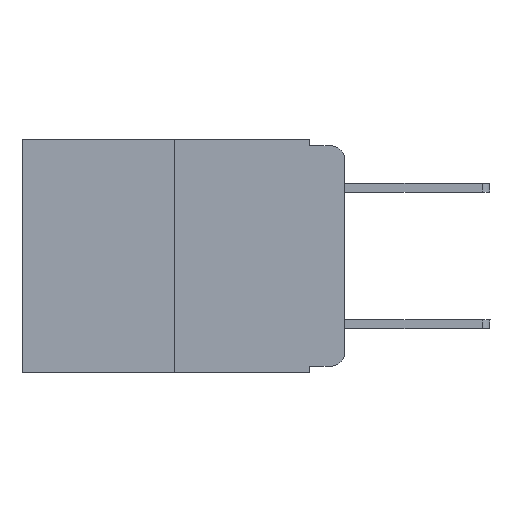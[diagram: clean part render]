
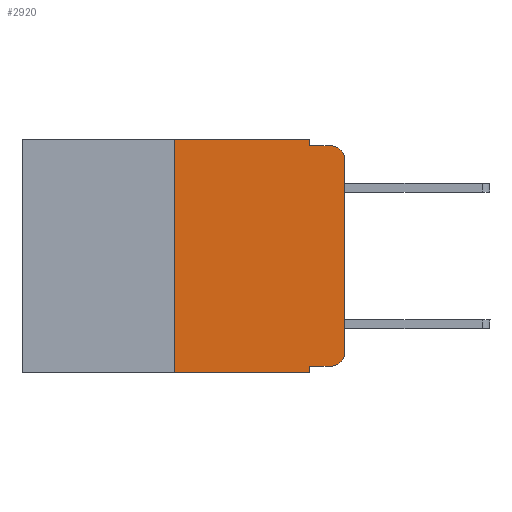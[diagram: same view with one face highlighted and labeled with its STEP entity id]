
A CAD part, left-side view. The second image highlights one B-rep face of the part: STEP entity #2920.
In plain terms, the highlighted planar face has unit normal (-1, 0, 0).
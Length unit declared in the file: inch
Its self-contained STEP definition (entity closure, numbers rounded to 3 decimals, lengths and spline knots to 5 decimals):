
#433 = PLANE ( 'NONE',  #12667 ) ;
#448 = VERTEX_POINT ( 'NONE', #12072 ) ;
#452 = VECTOR ( 'NONE', #7518, 39.37008 ) ;
#601 = DIRECTION ( 'NONE',  ( 0., 0., -1. ) ) ;
#958 = DIRECTION ( 'NONE',  ( -1., 0., 0. ) ) ;
#1238 = CARTESIAN_POINT ( 'NONE',  ( 0., 0., -0.313 ) ) ;
#1378 = EDGE_CURVE ( 'NONE', #11184, #3227, #10131, .T. ) ;
#1523 = AXIS2_PLACEMENT_3D ( 'NONE', #13349, #15943, #14679 ) ;
#1569 = ORIENTED_EDGE ( 'NONE', *, *, #9540, .T. ) ;
#1640 = ORIENTED_EDGE ( 'NONE', *, *, #16384, .T. ) ;
#1891 = VECTOR ( 'NONE', #14668, 39.37008 ) ;
#2106 = CARTESIAN_POINT ( 'NONE',  ( 0., 0.051, 0. ) ) ;
#2310 = CARTESIAN_POINT ( 'NONE',  ( 0., 0.051, 0. ) ) ;
#2362 = CARTESIAN_POINT ( 'NONE',  ( 0., 0.25, 0. ) ) ;
#2645 = ORIENTED_EDGE ( 'NONE', *, *, #14697, .F. ) ;
#2920 = ADVANCED_FACE ( 'NONE', ( #9278 ), #433, .F. ) ;
#3004 = VECTOR ( 'NONE', #9953, 39.37008 ) ;
#3070 = DIRECTION ( 'NONE',  ( 1., 0., 0. ) ) ;
#3136 = CARTESIAN_POINT ( 'NONE',  ( 0., 0.473, -0.343 ) ) ;
#3227 = VERTEX_POINT ( 'NONE', #10119 ) ;
#3303 = VECTOR ( 'NONE', #15996, 39.37008 ) ;
#3350 = ORIENTED_EDGE ( 'NONE', *, *, #10039, .T. ) ;
#3760 = CARTESIAN_POINT ( 'NONE',  ( 0., 0.051, 0. ) ) ;
#3893 = LINE ( 'NONE', #9009, #3004 ) ;
#4392 = LINE ( 'NONE', #3136, #14917 ) ;
#4514 = EDGE_CURVE ( 'NONE', #4572, #4710, #8959, .T. ) ;
#4572 = VERTEX_POINT ( 'NONE', #14020 ) ;
#4710 = VERTEX_POINT ( 'NONE', #5641 ) ;
#5641 = CARTESIAN_POINT ( 'NONE',  ( 0., 0.051, -0.343 ) ) ;
#6064 = ORIENTED_EDGE ( 'NONE', *, *, #6260, .T. ) ;
#6260 = EDGE_CURVE ( 'NONE', #13469, #11754, #16221, .T. ) ;
#6594 = ORIENTED_EDGE ( 'NONE', *, *, #6890, .F. ) ;
#6890 = EDGE_CURVE ( 'NONE', #3227, #10342, #3893, .T. ) ;
#7006 = DIRECTION ( 'NONE',  ( 0., 0., -1. ) ) ;
#7102 = ORIENTED_EDGE ( 'NONE', *, *, #4514, .F. ) ;
#7408 = CARTESIAN_POINT ( 'NONE',  ( 0., 0.473, 0. ) ) ;
#7518 = DIRECTION ( 'NONE',  ( 0., 0., -1. ) ) ;
#7671 = CIRCLE ( 'NONE', #1523, 0.02 ) ;
#8093 = CARTESIAN_POINT ( 'NONE',  ( 0., 0.473, 0. ) ) ;
#8202 = EDGE_CURVE ( 'NONE', #11299, #11184, #16442, .T. ) ;
#8959 = LINE ( 'NONE', #3760, #452 ) ;
#9009 = CARTESIAN_POINT ( 'NONE',  ( 0., 0.051, -0.01 ) ) ;
#9278 = FACE_OUTER_BOUND ( 'NONE', #13673, .T. ) ;
#9539 = LINE ( 'NONE', #15854, #1891 ) ;
#9540 = EDGE_CURVE ( 'NONE', #448, #4710, #4392, .T. ) ;
#9635 = CARTESIAN_POINT ( 'NONE',  ( 0., 0.02, -0.313 ) ) ;
#9911 = VECTOR ( 'NONE', #16614, 39.37008 ) ;
#9953 = DIRECTION ( 'NONE',  ( 0., -1., 0. ) ) ;
#10039 = EDGE_CURVE ( 'NONE', #11754, #11260, #13303, .T. ) ;
#10119 = CARTESIAN_POINT ( 'NONE',  ( 0., 0.051, -0.01 ) ) ;
#10131 = LINE ( 'NONE', #2310, #9911 ) ;
#10342 = VERTEX_POINT ( 'NONE', #16045 ) ;
#10366 = VECTOR ( 'NONE', #14301, 39.37008 ) ;
#10636 = EDGE_CURVE ( 'NONE', #11260, #10342, #7671, .T. ) ;
#10953 = LINE ( 'NONE', #16082, #3303 ) ;
#11184 = VERTEX_POINT ( 'NONE', #2106 ) ;
#11260 = VERTEX_POINT ( 'NONE', #12879 ) ;
#11299 = VERTEX_POINT ( 'NONE', #2362 ) ;
#11392 = DIRECTION ( 'NONE',  ( 0., -1., 0. ) ) ;
#11702 = CARTESIAN_POINT ( 'NONE',  ( 0., 0., 0. ) ) ;
#11754 = VERTEX_POINT ( 'NONE', #1238 ) ;
#12072 = CARTESIAN_POINT ( 'NONE',  ( 0., 0.25, -0.343 ) ) ;
#12119 = ORIENTED_EDGE ( 'NONE', *, *, #10636, .T. ) ;
#12667 = AXIS2_PLACEMENT_3D ( 'NONE', #8093, #3070, #601 ) ;
#12879 = CARTESIAN_POINT ( 'NONE',  ( 0., 0., -0.03 ) ) ;
#13082 = VECTOR ( 'NONE', #11392, 39.37008 ) ;
#13303 = LINE ( 'NONE', #11702, #10366 ) ;
#13349 = CARTESIAN_POINT ( 'NONE',  ( 0., 0.02, -0.03 ) ) ;
#13469 = VERTEX_POINT ( 'NONE', #15274 ) ;
#13673 = EDGE_LOOP ( 'NONE', ( #3350, #12119, #6594, #15753, #13908, #2645, #1569, #7102, #1640, #6064 ) ) ;
#13908 = ORIENTED_EDGE ( 'NONE', *, *, #8202, .F. ) ;
#14020 = CARTESIAN_POINT ( 'NONE',  ( 0., 0.051, -0.333 ) ) ;
#14301 = DIRECTION ( 'NONE',  ( 0., 0., 1. ) ) ;
#14592 = AXIS2_PLACEMENT_3D ( 'NONE', #9635, #958, #7006 ) ;
#14668 = DIRECTION ( 'NONE',  ( 0., 0., 1. ) ) ;
#14679 = DIRECTION ( 'NONE',  ( 0., 0., -1. ) ) ;
#14697 = EDGE_CURVE ( 'NONE', #448, #11299, #9539, .T. ) ;
#14917 = VECTOR ( 'NONE', #15584, 39.37008 ) ;
#15274 = CARTESIAN_POINT ( 'NONE',  ( 0., 0.02, -0.333 ) ) ;
#15584 = DIRECTION ( 'NONE',  ( 0., -1., 0. ) ) ;
#15753 = ORIENTED_EDGE ( 'NONE', *, *, #1378, .F. ) ;
#15854 = CARTESIAN_POINT ( 'NONE',  ( 0., 0.25, 0. ) ) ;
#15943 = DIRECTION ( 'NONE',  ( -1., 0., 0. ) ) ;
#15996 = DIRECTION ( 'NONE',  ( 0., -1., 0. ) ) ;
#16045 = CARTESIAN_POINT ( 'NONE',  ( 0., 0.02, -0.01 ) ) ;
#16082 = CARTESIAN_POINT ( 'NONE',  ( 0., 0.051, -0.333 ) ) ;
#16221 = CIRCLE ( 'NONE', #14592, 0.02 ) ;
#16384 = EDGE_CURVE ( 'NONE', #4572, #13469, #10953, .T. ) ;
#16442 = LINE ( 'NONE', #7408, #13082 ) ;
#16614 = DIRECTION ( 'NONE',  ( 0., 0., -1. ) ) ;
